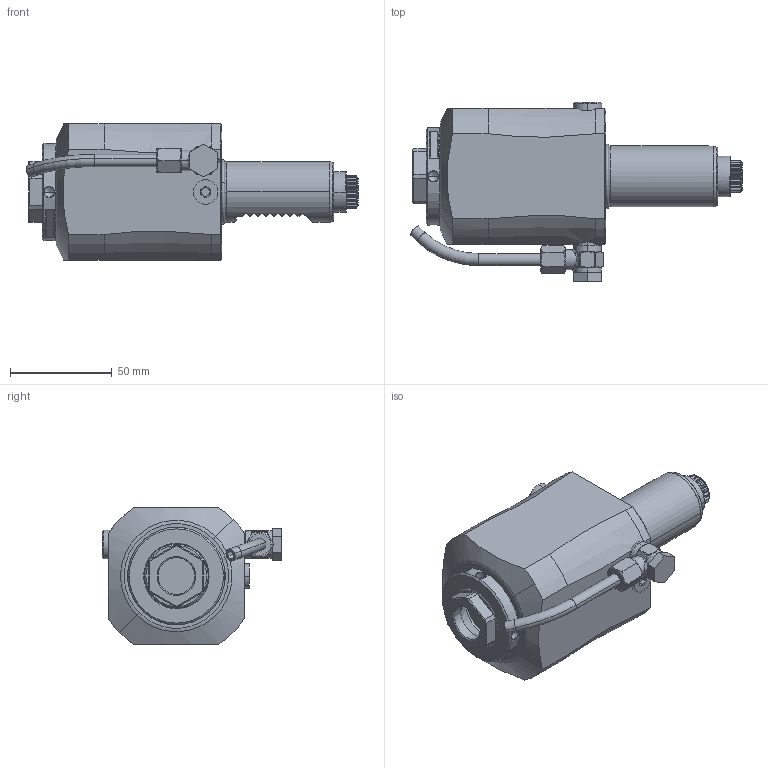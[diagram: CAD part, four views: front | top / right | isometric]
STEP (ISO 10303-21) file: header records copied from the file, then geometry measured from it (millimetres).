
FILE_DESCRIPTION((''),'2;1');
FILE_NAME('NGT1_30_135_25_3HD','2022-05-18T',('vali'),('NOVA GRUP'),'PRO/ENGINEER BY PARAMETRIC TECHNOLOGY CORPORATION, 2010280','PRO/ENGINEER BY PARAMETRIC TECHNOLOGY CORPORATION, 2010280','');
FILE_SCHEMA(('CONFIG_CONTROL_DESIGN'));
Length unit declared in the file: millimetre
Products named in the file (1): NGT1_30_135_25_3HD
Bounding box: 163.44 x 88.4 x 67 mm (x, y, z)
Volume: 392903.7 mm3; surface area: 42120 mm2
Topology: 2 solids, 3 shells, 450 faces, 1161 edges, 730 vertices
Faces by surface type: cylinder 174, plane 142, cone 63, torus 39, bspline 32
Entity records: 17778 total; most frequent: CARTESIAN_POINT 7340, ORIENTED_EDGE 2306, DIRECTION 2000, EDGE_CURVE 1153, AXIS2_PLACEMENT_3D 790, VERTEX_POINT 730, EDGE_LOOP 479, FACE_OUTER_BOUND 450
